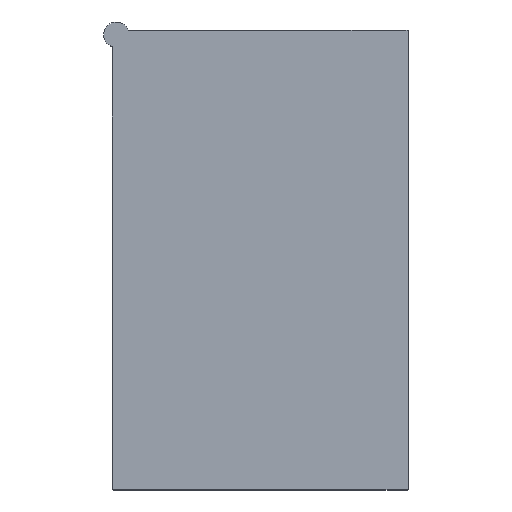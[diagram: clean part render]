
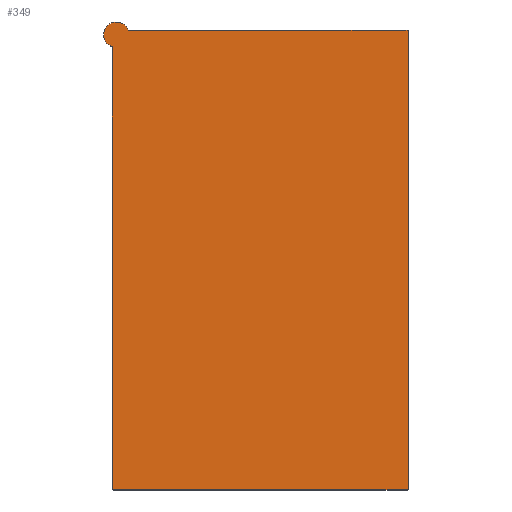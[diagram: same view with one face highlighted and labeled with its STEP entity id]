
A CAD part, top view. The second image highlights one B-rep face of the part: STEP entity #349.
In plain terms, the highlighted planar face has unit normal (0, 0, 1).
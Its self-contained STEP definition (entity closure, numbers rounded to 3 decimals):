
#52 = VERTEX_POINT('',#53);
#53 = CARTESIAN_POINT('',(41.317,72.812,1.123));
#68 = VERTEX_POINT('',#69);
#69 = CARTESIAN_POINT('',(64.049,72.812,1.123));
#75 = EDGE_CURVE('',#68,#52,#76,.T.);
#76 = LINE('',#77,#78);
#77 = CARTESIAN_POINT('',(64.049,72.812,1.123));
#78 = VECTOR('',#79,1.);
#79 = DIRECTION('',(-1.,0.,0.));
#92 = VERTEX_POINT('',#93);
#93 = CARTESIAN_POINT('',(64.151,72.914,1.123));
#99 = EDGE_CURVE('',#92,#68,#100,.T.);
#100 = CIRCLE('',#101,0.102);
#101 = AXIS2_PLACEMENT_3D('',#102,#103,#104);
#102 = CARTESIAN_POINT('',(64.049,72.914,1.123));
#103 = DIRECTION('',(0.,0.,-1.));
#104 = DIRECTION('',(1.,-0.004,0.));
#125 = VERTEX_POINT('',#126);
#126 = CARTESIAN_POINT('',(64.151,108.347,1.123));
#132 = EDGE_CURVE('',#125,#92,#133,.T.);
#133 = LINE('',#134,#135);
#134 = CARTESIAN_POINT('',(64.151,108.347,1.123));
#135 = VECTOR('',#136,1.);
#136 = DIRECTION('',(0.,-1.,0.));
#156 = VERTEX_POINT('',#157);
#157 = CARTESIAN_POINT('',(64.049,108.449,1.123));
#163 = EDGE_CURVE('',#156,#125,#164,.T.);
#164 = CIRCLE('',#165,0.101);
#165 = AXIS2_PLACEMENT_3D('',#166,#167,#168);
#166 = CARTESIAN_POINT('',(64.05,108.348,1.123));
#167 = DIRECTION('',(0.,0.,-1.));
#168 = DIRECTION('',(-0.013,1.,0.));
#189 = VERTEX_POINT('',#190);
#190 = CARTESIAN_POINT('',(63.516,108.449,1.123));
#196 = EDGE_CURVE('',#189,#156,#197,.T.);
#197 = LINE('',#198,#199);
#198 = CARTESIAN_POINT('',(63.516,108.449,1.123));
#199 = VECTOR('',#200,1.);
#200 = DIRECTION('',(1.,0.,0.));
#220 = VERTEX_POINT('',#221);
#221 = CARTESIAN_POINT('',(42.451,108.449,1.123));
#227 = EDGE_CURVE('',#220,#189,#228,.T.);
#228 = LINE('',#229,#230);
#229 = CARTESIAN_POINT('',(42.451,108.449,1.123));
#230 = VECTOR('',#231,1.);
#231 = DIRECTION('',(1.,0.,0.));
#251 = VERTEX_POINT('',#252);
#252 = CARTESIAN_POINT('',(41.214,107.151,1.123));
#258 = EDGE_CURVE('',#251,#220,#259,.T.);
#259 = CIRCLE('',#260,0.99);
#260 = AXIS2_PLACEMENT_3D('',#261,#262,#263);
#261 = CARTESIAN_POINT('',(41.529,108.089,1.123));
#262 = DIRECTION('',(0.,0.,-1.));
#263 = DIRECTION('',(-0.318,-0.948,0.));
#284 = VERTEX_POINT('',#285);
#285 = CARTESIAN_POINT('',(41.214,72.914,1.123));
#291 = EDGE_CURVE('',#284,#251,#292,.T.);
#292 = LINE('',#293,#294);
#293 = CARTESIAN_POINT('',(41.214,72.914,1.123));
#294 = VECTOR('',#295,1.);
#295 = DIRECTION('',(0.,1.,0.));
#321 = EDGE_CURVE('',#52,#284,#322,.T.);
#322 = CIRCLE('',#323,0.102);
#323 = AXIS2_PLACEMENT_3D('',#324,#325,#326);
#324 = CARTESIAN_POINT('',(41.316,72.914,1.123));
#325 = DIRECTION('',(0.,0.,-1.));
#326 = DIRECTION('',(0.005,-1.,0.));
#349 = ADVANCED_FACE('',(#350),#361,.T.);
#350 = FACE_BOUND('',#351,.T.);
#351 = EDGE_LOOP('',(#352,#353,#354,#355,#356,#357,#358,#359,#360));
#352 = ORIENTED_EDGE('',*,*,#75,.F.);
#353 = ORIENTED_EDGE('',*,*,#99,.F.);
#354 = ORIENTED_EDGE('',*,*,#132,.F.);
#355 = ORIENTED_EDGE('',*,*,#163,.F.);
#356 = ORIENTED_EDGE('',*,*,#196,.F.);
#357 = ORIENTED_EDGE('',*,*,#227,.F.);
#358 = ORIENTED_EDGE('',*,*,#258,.F.);
#359 = ORIENTED_EDGE('',*,*,#291,.F.);
#360 = ORIENTED_EDGE('',*,*,#321,.F.);
#361 = PLANE('',#362);
#362 = AXIS2_PLACEMENT_3D('',#363,#364,#365);
#363 = CARTESIAN_POINT('',(41.317,72.812,1.123));
#364 = DIRECTION('',(0.,0.,1.));
#365 = DIRECTION('',(1.,0.,0.));
